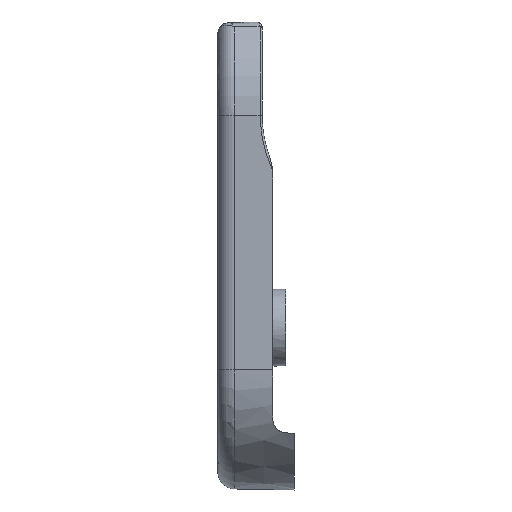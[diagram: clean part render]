
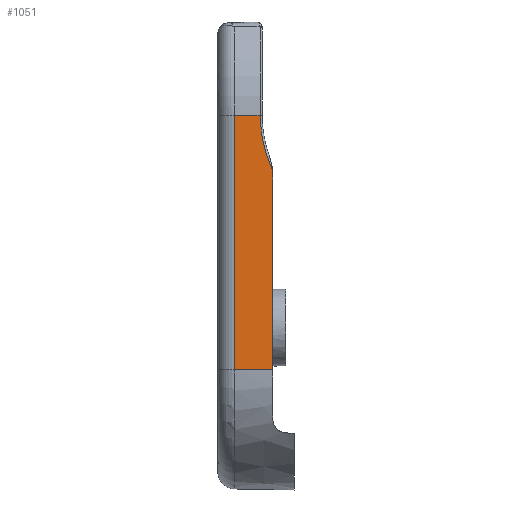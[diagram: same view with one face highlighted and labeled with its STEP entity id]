
A CAD part, left-side view. The second image highlights one B-rep face of the part: STEP entity #1051.
In plain terms, the highlighted planar face has unit normal (-1, 0.018, 0).
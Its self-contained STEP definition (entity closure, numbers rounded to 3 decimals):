
#134 = LINE ( 'NONE', #4616, #9569 ) ;
#223 = CARTESIAN_POINT ( 'NONE',  ( -28.225, 0.102, -12.982 ) ) ;
#610 = CARTESIAN_POINT ( 'NONE',  ( -28.227, 0., -15.225 ) ) ;
#623 = VECTOR ( 'NONE', #8584, 1000. ) ;
#1051 = ADVANCED_FACE ( 'NONE', ( #12967 ), #13996, .T. ) ;
#1292 = EDGE_CURVE ( 'NONE', #5088, #4880, #14140, .T. ) ;
#1406 = ORIENTED_EDGE ( 'NONE', *, *, #1493, .T. ) ;
#1472 = CARTESIAN_POINT ( 'NONE',  ( -28.206, 1.198, -10.264 ) ) ;
#1493 = EDGE_CURVE ( 'NONE', #7599, #4880, #134, .T. ) ;
#1520 = ORIENTED_EDGE ( 'NONE', *, *, #1292, .F. ) ;
#1618 = CARTESIAN_POINT ( 'NONE',  ( -28.19, 2.138, -7.07 ) ) ;
#1833 = CARTESIAN_POINT ( 'NONE',  ( -28.314, -5., -60. ) ) ;
#2046 = ORIENTED_EDGE ( 'NONE', *, *, #10144, .F. ) ;
#2237 = EDGE_CURVE ( 'NONE', #13713, #11477, #8194, .T. ) ;
#3103 = VERTEX_POINT ( 'NONE', #12664 ) ;
#3526 = EDGE_CURVE ( 'NONE', #3103, #7599, #10700, .T. ) ;
#4101 = LINE ( 'NONE', #1833, #11263 ) ;
#4103 = CARTESIAN_POINT ( 'NONE',  ( -28.069, 9.07, 0. ) ) ;
#4616 = CARTESIAN_POINT ( 'NONE',  ( -28., 13., 0. ) ) ;
#4704 = CARTESIAN_POINT ( 'NONE',  ( -28.192, 2.023, -7.52 ) ) ;
#4731 = ORIENTED_EDGE ( 'NONE', *, *, #3526, .T. ) ;
#4880 = VERTEX_POINT ( 'NONE', #9002 ) ;
#4921 = CARTESIAN_POINT ( 'NONE',  ( -28.188, 2.232, -6.686 ) ) ;
#4995 = DIRECTION ( 'NONE',  ( -1., 0.017, 0. ) ) ;
#4997 = CARTESIAN_POINT ( 'NONE',  ( -28.217, 0.575, -11.883 ) ) ;
#5088 = VERTEX_POINT ( 'NONE', #10663 ) ;
#5309 = VECTOR ( 'NONE', #11616, 1000. ) ;
#5436 = EDGE_CURVE ( 'NONE', #11477, #3103, #5945, .T. ) ;
#5945 = B_SPLINE_CURVE_WITH_KNOTS ( 'NONE', 3,
 ( #610, #6262, #12842, #7075 ),
 .UNSPECIFIED., .F., .F.,
 ( 4, 4 ),
 ( 0., 0.002 ),
 .UNSPECIFIED. ) ;
#6085 = CARTESIAN_POINT ( 'NONE',  ( -28.188, 2.22, -6.734 ) ) ;
#6109 = ORIENTED_EDGE ( 'NONE', *, *, #5436, .T. ) ;
#6262 = CARTESIAN_POINT ( 'NONE',  ( -28.227, 0., -14.476 ) ) ;
#6906 = CARTESIAN_POINT ( 'NONE',  ( -28.174, 3.042, 0. ) ) ;
#7054 = CARTESIAN_POINT ( 'NONE',  ( -28.196, 1.773, -8.426 ) ) ;
#7075 = CARTESIAN_POINT ( 'NONE',  ( -28.225, 0.102, -12.982 ) ) ;
#7307 = CARTESIAN_POINT ( 'NONE',  ( -28.227, 0., 0. ) ) ;
#7599 = VERTEX_POINT ( 'NONE', #11077 ) ;
#8194 = LINE ( 'NONE', #7307, #5309 ) ;
#8227 = CARTESIAN_POINT ( 'NONE',  ( -28.178, 2.777, -4.384 ) ) ;
#8518 = CARTESIAN_POINT ( 'NONE',  ( -28., 13., 0. ) ) ;
#8584 = DIRECTION ( 'NONE',  ( 0., 0., 1. ) ) ;
#9002 = CARTESIAN_POINT ( 'NONE',  ( -28.069, 9.07, 0. ) ) ;
#9084 = DIRECTION ( 'NONE',  ( 0.017, 1., 0. ) ) ;
#9172 = CARTESIAN_POINT ( 'NONE',  ( -28.189, 2.193, -6.846 ) ) ;
#9389 = CARTESIAN_POINT ( 'NONE',  ( -28.188, 2.24, -6.654 ) ) ;
#9554 = CARTESIAN_POINT ( 'NONE',  ( -28.227, 0., -15.225 ) ) ;
#9569 = VECTOR ( 'NONE', #9084, 1000. ) ;
#10144 = EDGE_CURVE ( 'NONE', #13713, #5088, #4101, .T. ) ;
#10328 = CARTESIAN_POINT ( 'NONE',  ( -28.174, 3.042, -2.176 ) ) ;
#10450 = AXIS2_PLACEMENT_3D ( 'NONE', #8518, #4995, #11720 ) ;
#10663 = CARTESIAN_POINT ( 'NONE',  ( -28.069, 9.07, -60. ) ) ;
#10700 = B_SPLINE_CURVE_WITH_KNOTS ( 'NONE', 3,
 ( #223, #4997, #1472, #7054, #4704, #1618, #9172, #6085, #4921, #9389, #11648, #8227, #10328, #6906 ),
 .UNSPECIFIED., .F., .F.,
 ( 4, 1, 1, 1, 1, 1, 1, 2, 2, 4 ),
 ( 0., 0.25, 0.375, 0.438, 0.469, 0.484, 0.492, 0.496, 0.5, 1. ),
 .UNSPECIFIED. ) ;
#10905 = DIRECTION ( 'NONE',  ( 0.017, 1., 0. ) ) ;
#11077 = CARTESIAN_POINT ( 'NONE',  ( -28.174, 3.042, 0. ) ) ;
#11130 = CARTESIAN_POINT ( 'NONE',  ( -28.227, 0., -60. ) ) ;
#11263 = VECTOR ( 'NONE', #10905, 1000. ) ;
#11458 = EDGE_LOOP ( 'NONE', ( #1406, #1520, #2046, #14010, #6109, #4731 ) ) ;
#11477 = VERTEX_POINT ( 'NONE', #9554 ) ;
#11616 = DIRECTION ( 'NONE',  ( 0., 0., 1. ) ) ;
#11648 = CARTESIAN_POINT ( 'NONE',  ( -28.188, 2.243, -6.64 ) ) ;
#11720 = DIRECTION ( 'NONE',  ( -0.017, -1., 0. ) ) ;
#12664 = CARTESIAN_POINT ( 'NONE',  ( -28.225, 0.102, -12.982 ) ) ;
#12842 = CARTESIAN_POINT ( 'NONE',  ( -28.226, 0.038, -13.728 ) ) ;
#12967 = FACE_OUTER_BOUND ( 'NONE', #11458, .T. ) ;
#13713 = VERTEX_POINT ( 'NONE', #11130 ) ;
#13996 = PLANE ( 'NONE',  #10450 ) ;
#14010 = ORIENTED_EDGE ( 'NONE', *, *, #2237, .T. ) ;
#14140 = LINE ( 'NONE', #4103, #623 ) ;
